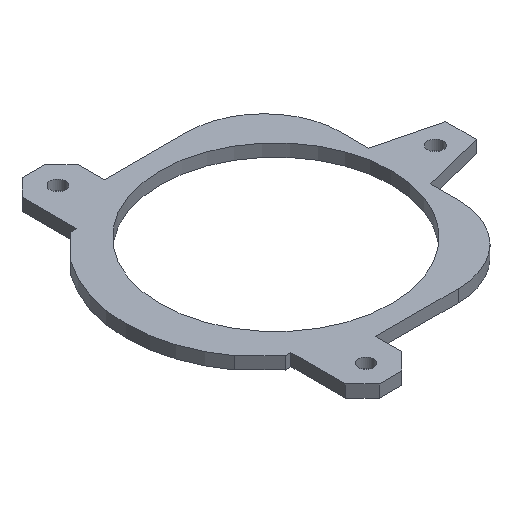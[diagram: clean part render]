
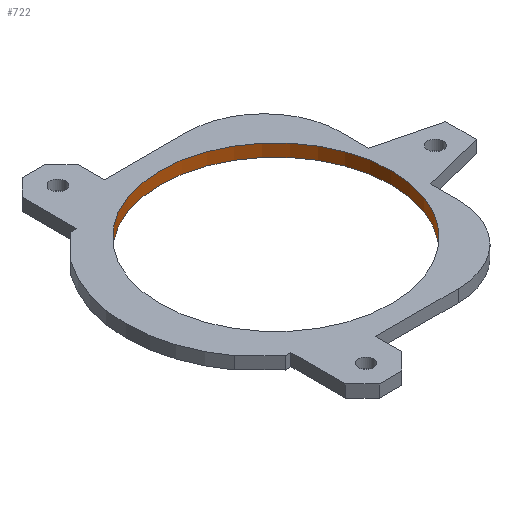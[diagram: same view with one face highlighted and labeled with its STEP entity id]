
A CAD part, isometric view. The second image highlights one B-rep face of the part: STEP entity #722.
In plain terms, the highlighted cylindrical face has radius 75 mm (diameter 150 mm), a full revolution.
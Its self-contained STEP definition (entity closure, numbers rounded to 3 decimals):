
#38=CIRCLE('',#780,75.);
#42=CIRCLE('',#787,75.);
#58=CYLINDRICAL_SURFACE('',#793,75.);
#78=FACE_OUTER_BOUND('',#126,.T.);
#126=EDGE_LOOP('',(#569,#570,#571,#572));
#213=LINE('',#1186,#290);
#290=VECTOR('',#943,75.);
#347=VERTEX_POINT('',#1122);
#368=VERTEX_POINT('',#1172);
#417=EDGE_CURVE('',#347,#347,#38,.T.);
#443=EDGE_CURVE('',#368,#368,#42,.T.);
#450=EDGE_CURVE('',#368,#347,#213,.T.);
#569=ORIENTED_EDGE('',*,*,#443,.F.);
#570=ORIENTED_EDGE('',*,*,#450,.T.);
#571=ORIENTED_EDGE('',*,*,#417,.F.);
#572=ORIENTED_EDGE('',*,*,#450,.F.);
#722=ADVANCED_FACE('',(#78),#58,.F.);
#780=AXIS2_PLACEMENT_3D('',#1123,#890,#891);
#787=AXIS2_PLACEMENT_3D('',#1173,#926,#927);
#793=AXIS2_PLACEMENT_3D('',#1185,#941,#942);
#890=DIRECTION('center_axis',(0.,0.,
-1.));
#891=DIRECTION('ref_axis',(0.,1.,0.));
#926=DIRECTION('center_axis',(0.,0.,
1.));
#927=DIRECTION('ref_axis',(0.,1.,0.));
#941=DIRECTION('center_axis',(0.,0.,
1.));
#942=DIRECTION('ref_axis',(0.,1.,0.));
#943=DIRECTION('',(0.,0.,1.));
#1122=CARTESIAN_POINT('',(-0.12,-66.608,30.));
#1123=CARTESIAN_POINT('Origin',(-0.12,8.392,30.));
#1172=CARTESIAN_POINT('',(-0.12,-66.608,22.));
#1173=CARTESIAN_POINT('Origin',(-0.12,8.392,22.));
#1185=CARTESIAN_POINT('Origin',(-0.12,8.392,22.));
#1186=CARTESIAN_POINT('',(-0.12,-66.608,22.));
